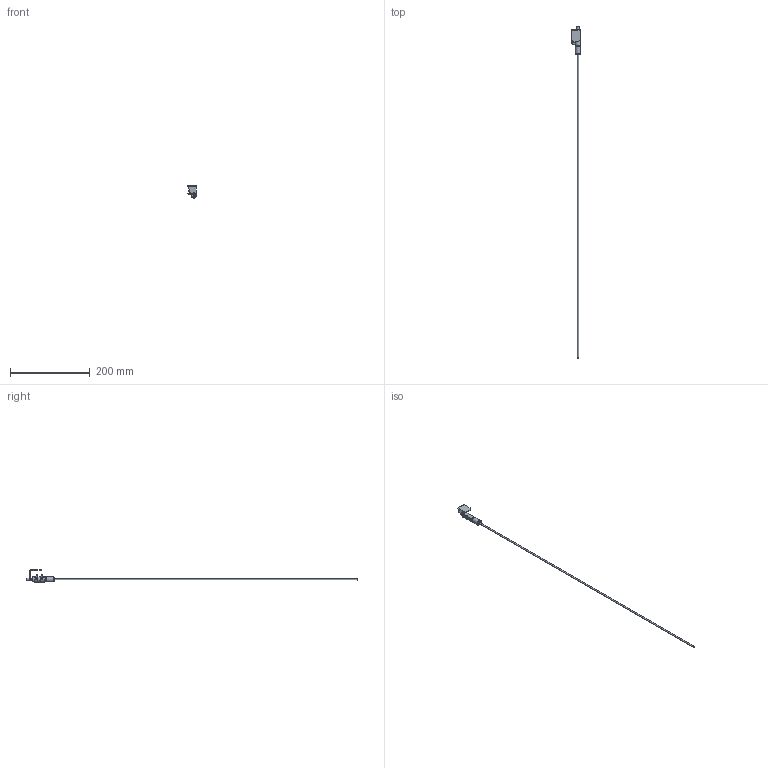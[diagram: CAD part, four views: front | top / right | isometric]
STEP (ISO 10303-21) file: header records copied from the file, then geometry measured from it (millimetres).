
FILE_DESCRIPTION(/* description */ (''),/* implementation_level */ '2;1');
FILE_NAME(/* name */ '784-209-G1',/* time_stamp */ '2021-03-04T16:58:39-05:00',/* author */ (''),/* organization */ (''),/* preprocessor_version */ 'ST-DEVELOPER v16',/* originating_system */ 'SIEMENS PLM Software NX 10.0',/* authorisation */ '');
FILE_SCHEMA (('AUTOMOTIVE_DESIGN { 1 0 10303 214 3 1 1 1 }'));
Length unit declared in the file: inch
Products named in the file (1): 784-209-G1
Bounding box: 23.55 x 831.4 x 30.98 mm (x, y, z)
Volume: 11368.9 mm3; surface area: 19273 mm2
Topology: 2 solids, 6 shells, 156 faces, 421 edges, 268 vertices
Faces by surface type: plane 84, cylinder 51, cone 13, torus 8
Full cylindrical faces by diameter (mm): 1.194 x2, 1.778 x1, 2.362 x1, 2.54 x1, 2.845 x2, 2.921 x2, 3.15 x1, 3.175 x1, 4.648 x2, 6.35 x1, 11.176 x5
Entity records: 6378 total; most frequent: CARTESIAN_POINT 1369, DIRECTION 831, ORIENTED_EDGE 770, EDGE_CURVE 385, AXIS2_PLACEMENT_3D 316, VERTEX_POINT 260, EDGE_LOOP 205, LINE 199
